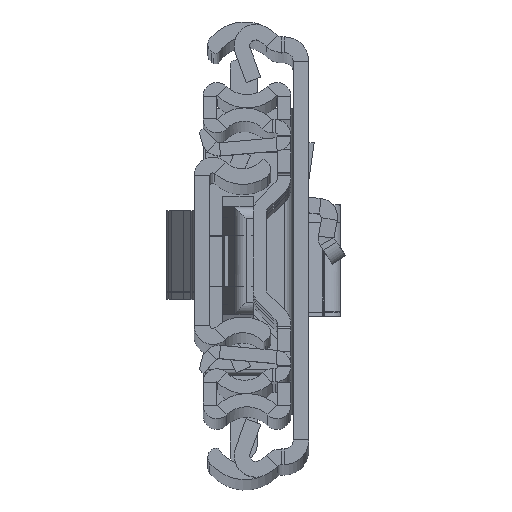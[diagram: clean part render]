
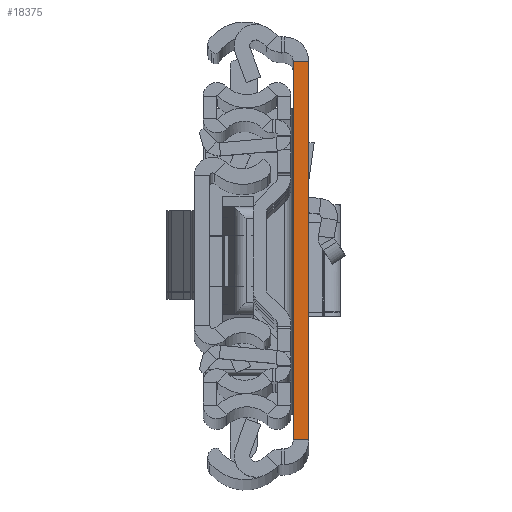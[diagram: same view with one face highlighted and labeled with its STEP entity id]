
A CAD part, top view. The second image highlights one B-rep face of the part: STEP entity #18375.
In plain terms, the highlighted planar face has unit normal (0, 0, 1).
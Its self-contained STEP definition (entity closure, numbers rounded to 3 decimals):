
#502 = CARTESIAN_POINT ( 'NONE',  ( 2.6, -31.5, 0. ) ) ;
#1026 = ORIENTED_EDGE ( 'NONE', *, *, #3246, .F. ) ;
#2681 = VECTOR ( 'NONE', #5683, 1000. ) ;
#3159 = CARTESIAN_POINT ( 'NONE',  ( 0., 31.5, 0. ) ) ;
#3246 = EDGE_CURVE ( 'NONE', #8430, #17071, #12972, .T. ) ;
#4195 = LINE ( 'NONE', #19189, #2681 ) ;
#4720 = DIRECTION ( 'NONE',  ( 0., 0., -1. ) ) ;
#5387 = DIRECTION ( 'NONE',  ( 0., 1., 0. ) ) ;
#5496 = CARTESIAN_POINT ( 'NONE',  ( 2.6, 31.5, 0. ) ) ;
#5683 = DIRECTION ( 'NONE',  ( 1., 0., 0. ) ) ;
#5826 = PLANE ( 'NONE',  #11166 ) ;
#6872 = CARTESIAN_POINT ( 'NONE',  ( 0., -31.5, 0. ) ) ;
#6966 = DIRECTION ( 'NONE',  ( 0., 1., 0. ) ) ;
#7467 = EDGE_CURVE ( 'NONE', #19205, #17071, #15729, .T. ) ;
#7571 = VERTEX_POINT ( 'NONE', #15421 ) ;
#8187 = ORIENTED_EDGE ( 'NONE', *, *, #7467, .T. ) ;
#8430 = VERTEX_POINT ( 'NONE', #3159 ) ;
#9208 = ORIENTED_EDGE ( 'NONE', *, *, #10112, .F. ) ;
#10112 = EDGE_CURVE ( 'NONE', #7571, #8430, #17115, .T. ) ;
#10347 = EDGE_LOOP ( 'NONE', ( #1026, #9208, #15119, #8187 ) ) ;
#10541 = FACE_OUTER_BOUND ( 'NONE', #10347, .T. ) ;
#10929 = VECTOR ( 'NONE', #11499, 1000. ) ;
#11166 = AXIS2_PLACEMENT_3D ( 'NONE', #18214, #4720, #16363 ) ;
#11499 = DIRECTION ( 'NONE',  ( 1., 0., 0. ) ) ;
#12859 = VECTOR ( 'NONE', #5387, 1000. ) ;
#12972 = LINE ( 'NONE', #5496, #10929 ) ;
#14584 = CARTESIAN_POINT ( 'NONE',  ( 2.6, 31.5, 0. ) ) ;
#15119 = ORIENTED_EDGE ( 'NONE', *, *, #16361, .T. ) ;
#15421 = CARTESIAN_POINT ( 'NONE',  ( 0., -31.5, 0. ) ) ;
#15729 = LINE ( 'NONE', #17196, #12859 ) ;
#15974 = VECTOR ( 'NONE', #6966, 1000. ) ;
#16361 = EDGE_CURVE ( 'NONE', #7571, #19205, #4195, .T. ) ;
#16363 = DIRECTION ( 'NONE',  ( 0., 1., 0. ) ) ;
#17071 = VERTEX_POINT ( 'NONE', #14584 ) ;
#17115 = LINE ( 'NONE', #6872, #15974 ) ;
#17196 = CARTESIAN_POINT ( 'NONE',  ( 2.6, -31.5, 0. ) ) ;
#18214 = CARTESIAN_POINT ( 'NONE',  ( 2.6, -31.5, 0. ) ) ;
#18375 = ADVANCED_FACE ( 'NONE', ( #10541 ), #5826, .F. ) ;
#19189 = CARTESIAN_POINT ( 'NONE',  ( 2.6, -31.5, 0. ) ) ;
#19205 = VERTEX_POINT ( 'NONE', #502 ) ;
